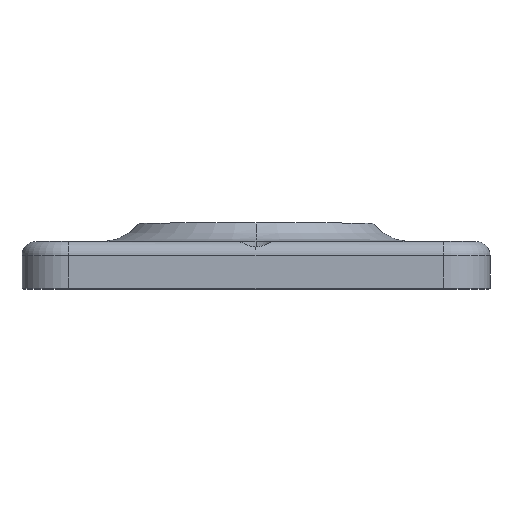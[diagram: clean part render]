
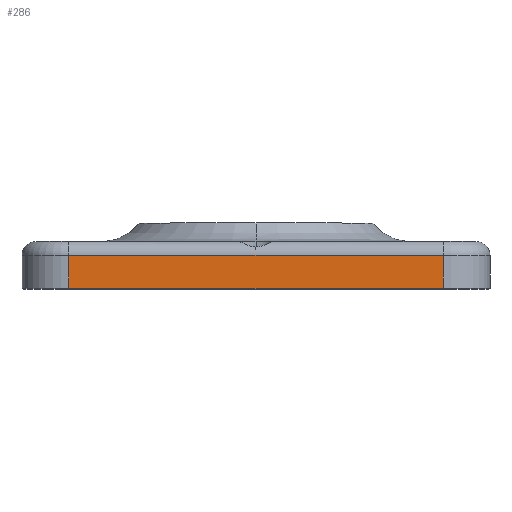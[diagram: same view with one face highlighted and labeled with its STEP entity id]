
A CAD part, top view. The second image highlights one B-rep face of the part: STEP entity #286.
In plain terms, the highlighted planar face has unit normal (0, 0, 1).
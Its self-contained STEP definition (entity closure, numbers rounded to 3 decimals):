
#24 = CARTESIAN_POINT ( 'NONE',  ( 20., 0., 25. ) ) ;
#47 = DIRECTION ( 'NONE',  ( 1., 0., 0. ) ) ;
#79 = CARTESIAN_POINT ( 'NONE',  ( -20., 5., 25. ) ) ;
#99 = VECTOR ( 'NONE', #1434, 1000. ) ;
#119 = ORIENTED_EDGE ( 'NONE', *, *, #1468, .T. ) ;
#244 = VECTOR ( 'NONE', #1260, 1000. ) ;
#258 = VERTEX_POINT ( 'NONE', #772 ) ;
#277 = EDGE_CURVE ( 'NONE', #1232, #1273, #1357, .T. ) ;
#286 = ADVANCED_FACE ( 'NONE', ( #1475 ), #559, .F. ) ;
#340 = DIRECTION ( 'NONE',  ( 0., 0., -1. ) ) ;
#445 = DIRECTION ( 'NONE',  ( -1., 0., 0. ) ) ;
#477 = CARTESIAN_POINT ( 'NONE',  ( -20., 3.5, 25. ) ) ;
#494 = ORIENTED_EDGE ( 'NONE', *, *, #806, .F. ) ;
#505 = LINE ( 'NONE', #967, #99 ) ;
#547 = DIRECTION ( 'NONE',  ( 0., -1., 0. ) ) ;
#556 = EDGE_LOOP ( 'NONE', ( #494, #1387, #1237, #119 ) ) ;
#559 = PLANE ( 'NONE',  #1386 ) ;
#604 = CARTESIAN_POINT ( 'NONE',  ( -20., 3.5, 25. ) ) ;
#630 = LINE ( 'NONE', #1089, #1224 ) ;
#669 = CARTESIAN_POINT ( 'NONE',  ( -20., 5., 25. ) ) ;
#772 = CARTESIAN_POINT ( 'NONE',  ( 20., 3.5, 25. ) ) ;
#806 = EDGE_CURVE ( 'NONE', #258, #1141, #505, .T. ) ;
#919 = CARTESIAN_POINT ( 'NONE',  ( -20., 0., 25. ) ) ;
#929 = VECTOR ( 'NONE', #547, 1000. ) ;
#967 = CARTESIAN_POINT ( 'NONE',  ( 20., 5., 25. ) ) ;
#1021 = EDGE_CURVE ( 'NONE', #258, #1232, #1031, .T. ) ;
#1031 = LINE ( 'NONE', #477, #244 ) ;
#1089 = CARTESIAN_POINT ( 'NONE',  ( -20., 0., 25. ) ) ;
#1141 = VERTEX_POINT ( 'NONE', #24 ) ;
#1224 = VECTOR ( 'NONE', #47, 1000. ) ;
#1232 = VERTEX_POINT ( 'NONE', #604 ) ;
#1237 = ORIENTED_EDGE ( 'NONE', *, *, #277, .T. ) ;
#1260 = DIRECTION ( 'NONE',  ( -1., 0., 0. ) ) ;
#1273 = VERTEX_POINT ( 'NONE', #919 ) ;
#1357 = LINE ( 'NONE', #79, #929 ) ;
#1386 = AXIS2_PLACEMENT_3D ( 'NONE', #669, #340, #445 ) ;
#1387 = ORIENTED_EDGE ( 'NONE', *, *, #1021, .T. ) ;
#1434 = DIRECTION ( 'NONE',  ( 0., -1., 0. ) ) ;
#1468 = EDGE_CURVE ( 'NONE', #1273, #1141, #630, .T. ) ;
#1475 = FACE_OUTER_BOUND ( 'NONE', #556, .T. ) ;
